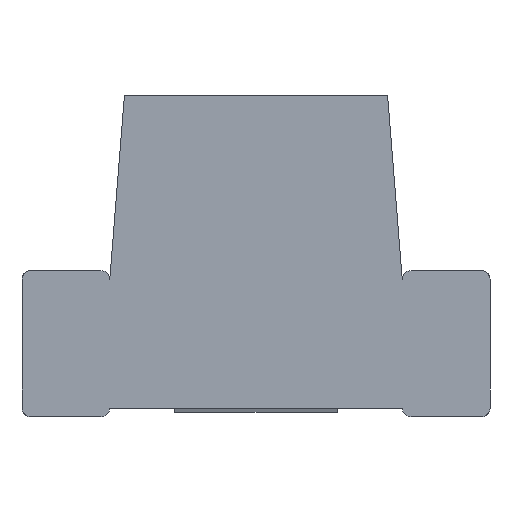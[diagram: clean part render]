
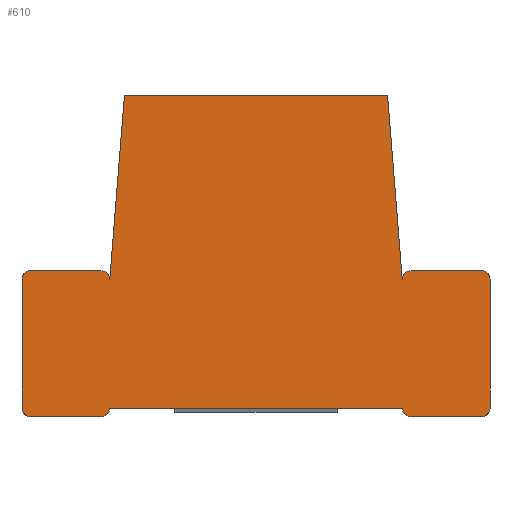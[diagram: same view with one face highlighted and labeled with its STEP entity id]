
A CAD part, front view. The second image highlights one B-rep face of the part: STEP entity #610.
In plain terms, the highlighted planar face has unit normal (0, -1, 0).
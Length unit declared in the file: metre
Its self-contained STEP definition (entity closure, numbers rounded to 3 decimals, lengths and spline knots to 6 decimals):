
#16=CIRCLE('',#691,0.00003);
#17=CIRCLE('',#694,0.00003);
#19=CIRCLE('',#697,0.00003);
#24=CIRCLE('',#708,0.00003);
#25=CIRCLE('',#711,0.00003);
#27=CIRCLE('',#714,0.00003);
#28=CIRCLE('',#720,0.00003);
#31=CIRCLE('',#724,0.00003);
#180=ORIENTED_EDGE('',*,*,#307,.F.);
#181=ORIENTED_EDGE('',*,*,#306,.T.);
#182=ORIENTED_EDGE('',*,*,#299,.F.);
#183=ORIENTED_EDGE('',*,*,#281,.F.);
#184=ORIENTED_EDGE('',*,*,#284,.F.);
#185=ORIENTED_EDGE('',*,*,#290,.T.);
#186=ORIENTED_EDGE('',*,*,#291,.T.);
#187=ORIENTED_EDGE('',*,*,#285,.F.);
#188=ORIENTED_EDGE('',*,*,#294,.T.);
#189=ORIENTED_EDGE('',*,*,#262,.T.);
#190=ORIENTED_EDGE('',*,*,#263,.T.);
#191=ORIENTED_EDGE('',*,*,#257,.F.);
#192=ORIENTED_EDGE('',*,*,#255,.T.);
#193=ORIENTED_EDGE('',*,*,#253,.T.);
#194=ORIENTED_EDGE('',*,*,#297,.F.);
#195=ORIENTED_EDGE('',*,*,#301,.F.);
#196=ORIENTED_EDGE('',*,*,#308,.F.);
#197=ORIENTED_EDGE('',*,*,#309,.F.);
#253=EDGE_CURVE('',#334,#333,#16,.T.);
#255=EDGE_CURVE('',#335,#334,#391,.T.);
#257=EDGE_CURVE('',#335,#336,#17,.T.);
#262=EDGE_CURVE('',#337,#340,#19,.T.);
#263=EDGE_CURVE('',#340,#336,#396,.T.);
#281=EDGE_CURVE('',#353,#354,#24,.T.);
#284=EDGE_CURVE('',#355,#353,#408,.T.);
#285=EDGE_CURVE('',#356,#357,#25,.T.);
#290=EDGE_CURVE('',#355,#360,#27,.T.);
#291=EDGE_CURVE('',#360,#357,#412,.T.);
#294=EDGE_CURVE('',#356,#337,#415,.T.);
#297=EDGE_CURVE('',#362,#333,#418,.T.);
#299=EDGE_CURVE('',#354,#364,#420,.T.);
#301=EDGE_CURVE('',#365,#362,#28,.T.);
#306=EDGE_CURVE('',#367,#364,#31,.T.);
#307=EDGE_CURVE('',#367,#369,#424,.T.);
#308=EDGE_CURVE('',#370,#365,#425,.T.);
#309=EDGE_CURVE('',#369,#370,#426,.T.);
#333=VERTEX_POINT('',#1000);
#334=VERTEX_POINT('',#1002);
#335=VERTEX_POINT('',#1006);
#336=VERTEX_POINT('',#1010);
#337=VERTEX_POINT('',#1014);
#340=VERTEX_POINT('',#1019);
#353=VERTEX_POINT('',#1109);
#354=VERTEX_POINT('',#1111);
#355=VERTEX_POINT('',#1115);
#356=VERTEX_POINT('',#1119);
#357=VERTEX_POINT('',#1120);
#360=VERTEX_POINT('',#1128);
#362=VERTEX_POINT('',#1140);
#364=VERTEX_POINT('',#1146);
#365=VERTEX_POINT('',#1150);
#367=VERTEX_POINT('',#1156);
#369=VERTEX_POINT('',#1162);
#370=VERTEX_POINT('',#1164);
#391=LINE('',#1005,#450);
#396=LINE('',#1022,#455);
#408=LINE('',#1116,#467);
#412=LINE('',#1131,#471);
#415=LINE('',#1135,#474);
#418=LINE('',#1141,#477);
#420=LINE('',#1145,#479);
#424=LINE('',#1161,#483);
#425=LINE('',#1163,#484);
#426=LINE('',#1165,#485);
#450=VECTOR('',#780,1.);
#455=VECTOR('',#797,1.);
#467=VECTOR('',#831,1.);
#471=VECTOR('',#847,1.);
#474=VECTOR('',#852,1.);
#477=VECTOR('',#857,1.);
#479=VECTOR('',#861,1.);
#483=VECTOR('',#879,1.);
#484=VECTOR('',#880,1.);
#485=VECTOR('',#881,1.);
#519=EDGE_LOOP('',(#180,#181,#182,#183,#184,#185,#186,#187,#188,#189,#190,
#191,#192,#193,#194,#195,#196,#197));
#552=FACE_BOUND('',#519,.T.);
#570=PLANE('',#725);
#610=ADVANCED_FACE('',(#552),#570,.F.);
#691=AXIS2_PLACEMENT_3D('',#1001,#775,#776);
#694=AXIS2_PLACEMENT_3D('',#1009,#784,#785);
#697=AXIS2_PLACEMENT_3D('',#1020,#793,#794);
#708=AXIS2_PLACEMENT_3D('',#1110,#825,#826);
#711=AXIS2_PLACEMENT_3D('',#1118,#834,#835);
#714=AXIS2_PLACEMENT_3D('',#1129,#843,#844);
#720=AXIS2_PLACEMENT_3D('',#1149,#865,#866);
#724=AXIS2_PLACEMENT_3D('',#1159,#875,#876);
#725=AXIS2_PLACEMENT_3D('',#1160,#877,#878);
#775=DIRECTION('',(0.,-1.,0.));
#776=DIRECTION('',(0.,0.,1.));
#780=DIRECTION('',(0.,0.,1.));
#784=DIRECTION('',(0.,1.,0.));
#785=DIRECTION('',(0.,0.,1.));
#793=DIRECTION('',(0.,-1.,0.));
#794=DIRECTION('',(0.,0.,1.));
#797=DIRECTION('',(1.,0.,0.));
#825=DIRECTION('',(0.,1.,0.));
#826=DIRECTION('',(0.,0.,1.));
#831=DIRECTION('',(0.,0.,1.));
#834=DIRECTION('',(0.,1.,0.));
#835=DIRECTION('',(0.,0.,1.));
#843=DIRECTION('',(0.,-1.,0.));
#844=DIRECTION('',(0.,0.,1.));
#847=DIRECTION('',(1.,0.,0.));
#852=DIRECTION('',(1.,0.,0.));
#857=DIRECTION('',(1.,0.,0.));
#861=DIRECTION('',(1.,0.,0.));
#865=DIRECTION('',(0.,1.,0.));
#866=DIRECTION('',(0.,0.,1.));
#875=DIRECTION('',(0.,-1.,0.));
#876=DIRECTION('',(0.,0.,1.));
#877=DIRECTION('',(0.,1.,0.));
#878=DIRECTION('',(0.,0.,1.));
#879=DIRECTION('',(0.079,0.,0.997));
#880=DIRECTION('',(0.079,0.,-0.997));
#881=DIRECTION('',(1.,0.,0.));
#1000=CARTESIAN_POINT('',(0.00677,0.005,0.0014));
#1001=CARTESIAN_POINT('',(0.00677,0.005,0.00137));
#1002=CARTESIAN_POINT('',(0.0068,0.005,0.00137));
#1005=CARTESIAN_POINT('',(0.0068,0.005,0.001675));
#1006=CARTESIAN_POINT('',(0.0068,0.005,0.00093));
#1009=CARTESIAN_POINT('',(0.00677,0.005,0.00093));
#1010=CARTESIAN_POINT('',(0.00677,0.005,0.0009));
#1014=CARTESIAN_POINT('',(0.0065,0.005,0.00093));
#1019=CARTESIAN_POINT('',(0.00653,0.005,0.0009));
#1020=CARTESIAN_POINT('',(0.00653,0.005,0.00093));
#1022=CARTESIAN_POINT('',(0.006,0.005,0.0009));
#1109=CARTESIAN_POINT('',(0.0052,0.005,0.00137));
#1110=CARTESIAN_POINT('',(0.00523,0.005,0.00137));
#1111=CARTESIAN_POINT('',(0.00523,0.005,0.0014));
#1115=CARTESIAN_POINT('',(0.0052,0.005,0.00093));
#1116=CARTESIAN_POINT('',(0.0052,0.005,0.0009));
#1118=CARTESIAN_POINT('',(0.00547,0.005,0.00093));
#1119=CARTESIAN_POINT('',(0.0055,0.005,0.00093));
#1120=CARTESIAN_POINT('',(0.00547,0.005,0.0009));
#1128=CARTESIAN_POINT('',(0.00523,0.005,0.0009));
#1129=CARTESIAN_POINT('',(0.00523,0.005,0.00093));
#1131=CARTESIAN_POINT('',(0.006,0.005,0.0009));
#1135=CARTESIAN_POINT('',(0.006,0.005,0.00093));
#1140=CARTESIAN_POINT('',(0.00653,0.005,0.0014));
#1141=CARTESIAN_POINT('',(0.0052,0.005,0.0014));
#1145=CARTESIAN_POINT('',(0.0052,0.005,0.0014));
#1146=CARTESIAN_POINT('',(0.00547,0.005,0.0014));
#1149=CARTESIAN_POINT('',(0.00653,0.005,0.00137));
#1150=CARTESIAN_POINT('',(0.0065,0.005,0.001369));
#1156=CARTESIAN_POINT('',(0.0055,0.005,0.001369));
#1159=CARTESIAN_POINT('',(0.00547,0.005,0.00137));
#1160=CARTESIAN_POINT('',(0.006,0.005,0.001675));
#1161=CARTESIAN_POINT('',(0.005527,0.005,0.001713));
#1162=CARTESIAN_POINT('',(0.00555,0.005,0.002));
#1163=CARTESIAN_POINT('',(0.006473,0.005,0.001713));
#1164=CARTESIAN_POINT('',(0.00645,0.005,0.002));
#1165=CARTESIAN_POINT('',(0.00555,0.005,0.002));
